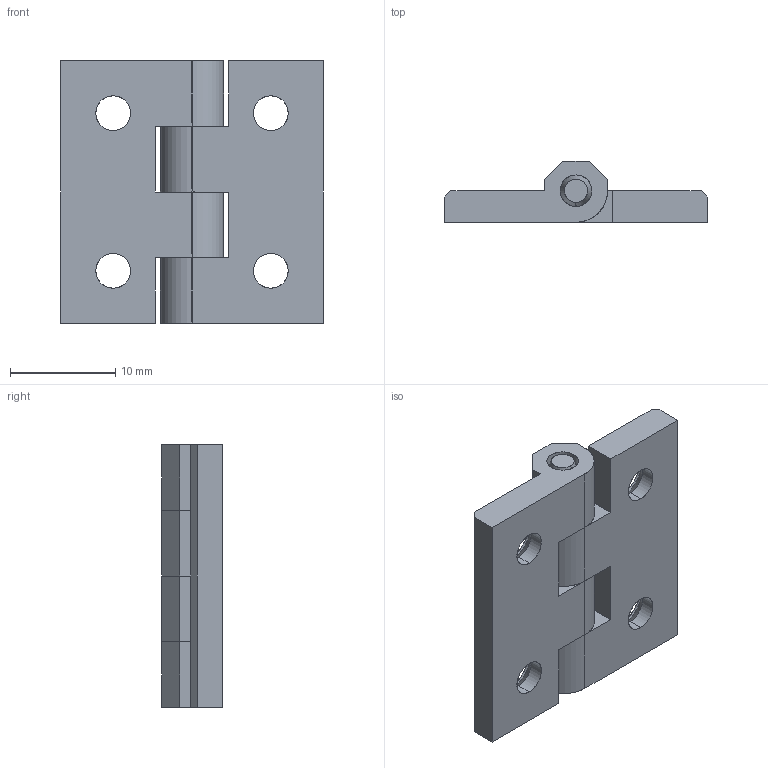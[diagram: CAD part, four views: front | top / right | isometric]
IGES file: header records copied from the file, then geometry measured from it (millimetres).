
Start section: SolidWorks IGES file using analytic representation for surfaces
Global section: file name: 'D'DHIF-25.IGS; native system: SolidWorks 2015; preprocessor: SolidWorks 2015; author: solidworksqc; date: 151016.142049; units: millimetre
Bounding box: 25 x 5.8 x 25 mm (x, y, z)
Surface area: 2048.8 mm2 (no closed solid volume)
Topology: 0 solids, 0 shells, 80 faces, 1028 edges, 1028 vertices
Faces by surface type: bspline 44, revolution 36
